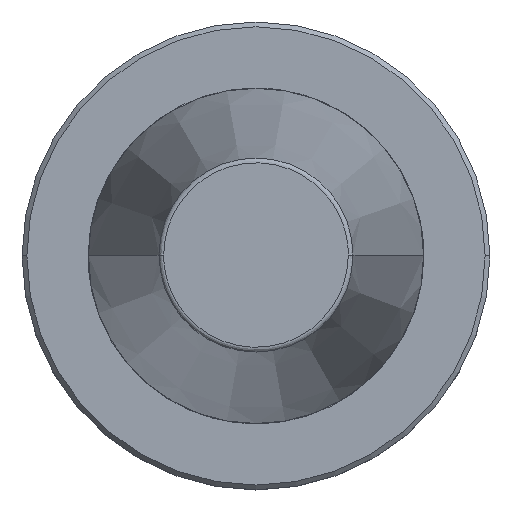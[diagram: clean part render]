
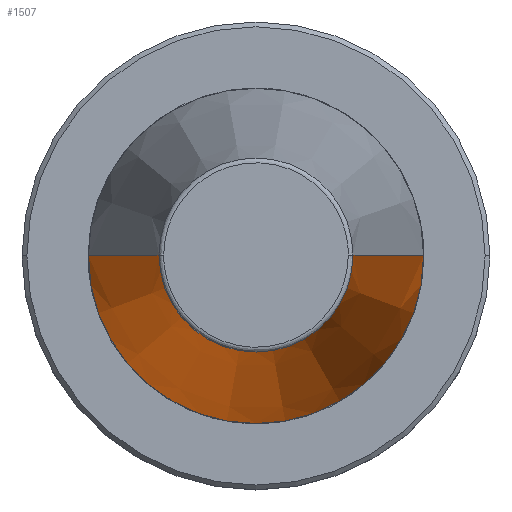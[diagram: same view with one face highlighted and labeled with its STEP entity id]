
A CAD part, top view. The second image highlights one B-rep face of the part: STEP entity #1507.
In plain terms, the highlighted conical face has half-angle 8.297 degrees and reference radius 34.925 mm.
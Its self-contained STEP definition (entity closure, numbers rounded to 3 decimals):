
#12 = AXIS2_PLACEMENT_3D ( 'NONE', #931, #621, #210 ) ;
#136 = AXIS2_PLACEMENT_3D ( 'NONE', #587, #584, #579 ) ;
#143 = VERTEX_POINT ( 'NONE', #955 ) ;
#148 = AXIS2_PLACEMENT_3D ( 'NONE', #350, #339, #209 ) ;
#166 = VERTEX_POINT ( 'NONE', #1245 ) ;
#209 = DIRECTION ( 'NONE',  ( -1., 0., 0. ) ) ;
#210 = DIRECTION ( 'NONE',  ( -1., 0., 0. ) ) ;
#323 = CIRCLE ( 'NONE', #148, 34.925 ) ;
#339 = DIRECTION ( 'NONE',  ( 0., 0., 1. ) ) ;
#350 = CARTESIAN_POINT ( 'NONE',  ( 0., 0., 0. ) ) ;
#370 = VERTEX_POINT ( 'NONE', #1297 ) ;
#391 = VERTEX_POINT ( 'NONE', #1547 ) ;
#488 = EDGE_CURVE ( 'NONE', #143, #391, #1359, .T. ) ;
#531 = EDGE_CURVE ( 'NONE', #166, #370, #1169, .T. ) ;
#579 = DIRECTION ( 'NONE',  ( -1., 0., 0. ) ) ;
#584 = DIRECTION ( 'NONE',  ( 0., 0., -1. ) ) ;
#587 = CARTESIAN_POINT ( 'NONE',  ( 0., 0., 100.894 ) ) ;
#621 = DIRECTION ( 'NONE',  ( 0., 0., -1. ) ) ;
#760 = FACE_OUTER_BOUND ( 'NONE', #920, .T. ) ;
#787 = ORIENTED_EDGE ( 'NONE', *, *, #531, .T. ) ;
#920 = EDGE_LOOP ( 'NONE', ( #1276, #1016, #787, #990 ) ) ;
#931 = CARTESIAN_POINT ( 'NONE',  ( 0., 0., 0. ) ) ;
#955 = CARTESIAN_POINT ( 'NONE',  ( 20.211, 0., 100.894 ) ) ;
#990 = ORIENTED_EDGE ( 'NONE', *, *, #1429, .T. ) ;
#1016 = ORIENTED_EDGE ( 'NONE', *, *, #1058, .T. ) ;
#1058 = EDGE_CURVE ( 'NONE', #143, #166, #1110, .T. ) ;
#1110 = CIRCLE ( 'NONE', #136, 20.211 ) ;
#1169 = LINE ( 'NONE', #1308, #1307 ) ;
#1230 = DIRECTION ( 'NONE',  ( 0.144, 0., -0.99 ) ) ;
#1240 = DIRECTION ( 'NONE',  ( -0.144, 0., -0.99 ) ) ;
#1245 = CARTESIAN_POINT ( 'NONE',  ( -20.211, 0., 100.894 ) ) ;
#1268 = VECTOR ( 'NONE', #1230, 1000. ) ;
#1276 = ORIENTED_EDGE ( 'NONE', *, *, #488, .F. ) ;
#1297 = CARTESIAN_POINT ( 'NONE',  ( -34.925, 0., 0. ) ) ;
#1301 = CONICAL_SURFACE ( 'NONE', #12, 34.925, 0.145 ) ;
#1307 = VECTOR ( 'NONE', #1240, 1000. ) ;
#1308 = CARTESIAN_POINT ( 'NONE',  ( -34.925, 0., 0. ) ) ;
#1359 = LINE ( 'NONE', #1557, #1268 ) ;
#1429 = EDGE_CURVE ( 'NONE', #370, #391, #323, .T. ) ;
#1507 = ADVANCED_FACE ( 'NONE', ( #760 ), #1301, .T. ) ;
#1547 = CARTESIAN_POINT ( 'NONE',  ( 34.925, 0., 0. ) ) ;
#1557 = CARTESIAN_POINT ( 'NONE',  ( 34.925, 0., 0. ) ) ;
